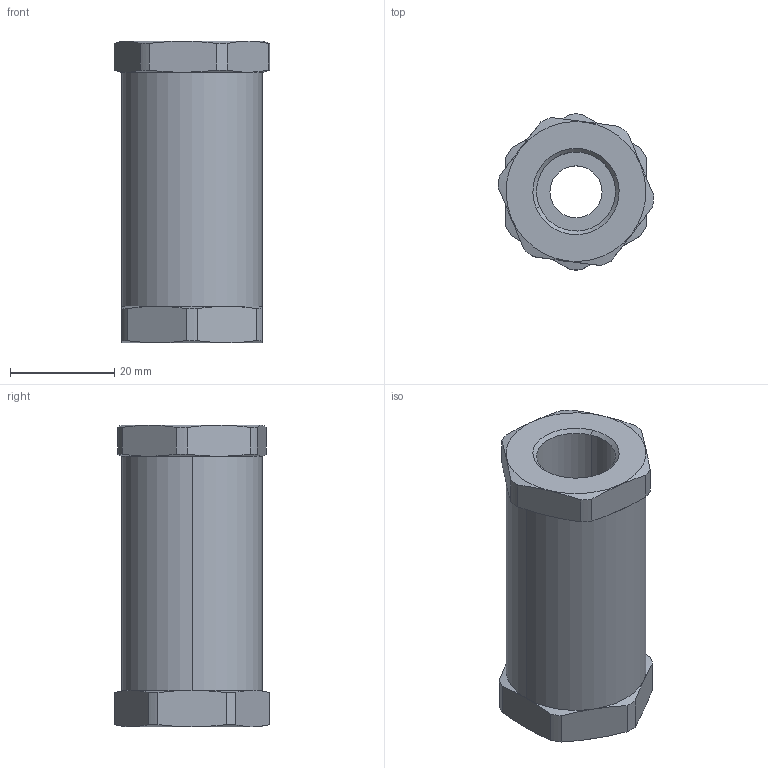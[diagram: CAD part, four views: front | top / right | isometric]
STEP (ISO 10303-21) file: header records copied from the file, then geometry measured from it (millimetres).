
FILE_DESCRIPTION (( 'STEP AP214' ), '1' );
FILE_NAME ('1707805 Hoseguard 3-8 (Webzeichnung).STEP', '2014-11-25T14:48:08', ( 'W8' ), ( '' ), 'SwSTEP 2.0', 'SolidWorks 2014', '' );
FILE_SCHEMA (( 'AUTOMOTIVE_DESIGN' ));
Length unit declared in the file: millimetre
Products named in the file (3): 1710973 HOSEGUARD DECKEL BLAU 281A616 3-8_01; 1710972 HOSEGUARD GEHÄUSE BLAU 281A614 3-8_01; 1707805 Hoseguard 3-8 (Webzeichnung)
Assembly tree (2 placements, depth 2):
  1707805 Hoseguard 3-8 (Webzeichnung)
    1710972 HOSEGUARD GEHÄUSE BLAU 281A614 3-8_01
    1710973 HOSEGUARD DECKEL BLAU 281A616 3-8_01
Bounding box: 29.95 x 29.99 x 58 mm (x, y, z)
Volume: 19983.7 mm3; surface area: 11255 mm2
Topology: 2 solids, 2 shells, 77 faces, 180 edges, 110 vertices
Faces by surface type: cylinder 30, cone 28, plane 19
Entity records: 2915 total; most frequent: CARTESIAN_POINT 508, DIRECTION 388, ORIENTED_EDGE 360, EDGE_CURVE 180, AXIS2_PLACEMENT_3D 162, VERTEX_POINT 110, EDGE_LOOP 84, CIRCLE 80
